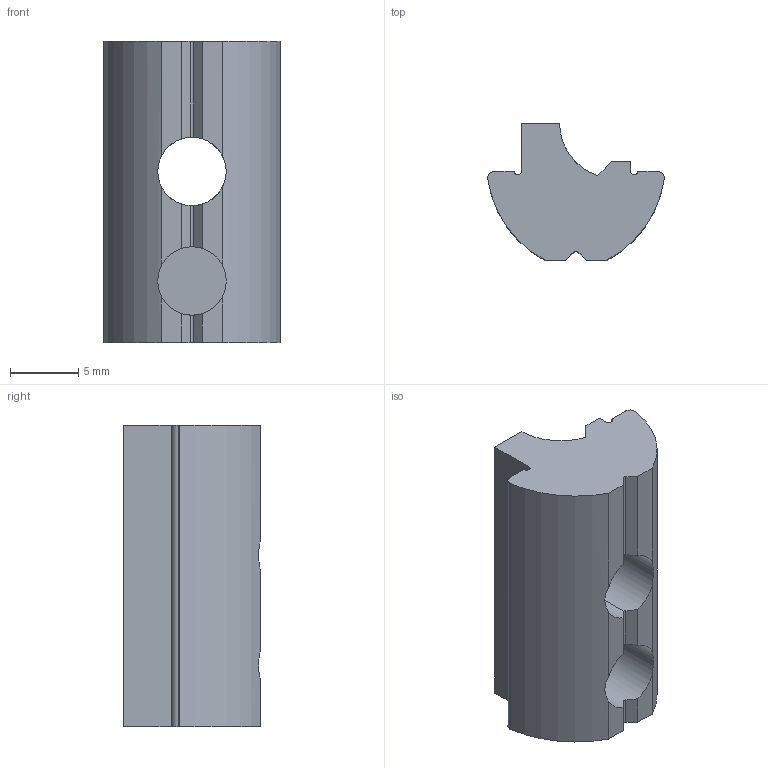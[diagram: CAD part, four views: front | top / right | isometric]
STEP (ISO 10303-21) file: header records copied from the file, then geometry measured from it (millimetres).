
FILE_DESCRIPTION (( 'STEP AP214' ), '1' );
FILE_NAME ('096096.STEP', '2014-08-18T08:36:07', ( '' ), ( '' ), 'SwSTEP 2.0', 'SolidWorks 2014', '' );
FILE_SCHEMA (( 'AUTOMOTIVE_DESIGN' ));
Length unit declared in the file: millimetre
Products named in the file (1): 096096
Bounding box: 12.9 x 10 x 22 mm (x, y, z)
Volume: 1463.4 mm3; surface area: 1234.3 mm2
Topology: 1 solids, 1 shells, 51 faces, 153 edges, 102 vertices
Faces by surface type: plane 29, cylinder 22
Entity records: 1843 total; most frequent: CARTESIAN_POINT 433, ORIENTED_EDGE 306, DIRECTION 269, EDGE_CURVE 153, VERTEX_POINT 102, AXIS2_PLACEMENT_3D 94, VECTOR 81, LINE 81
